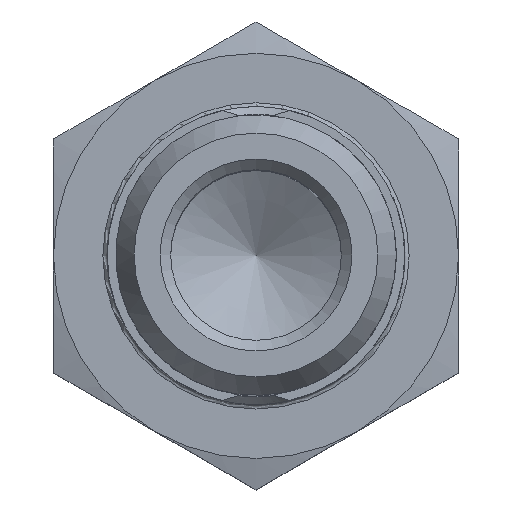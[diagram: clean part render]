
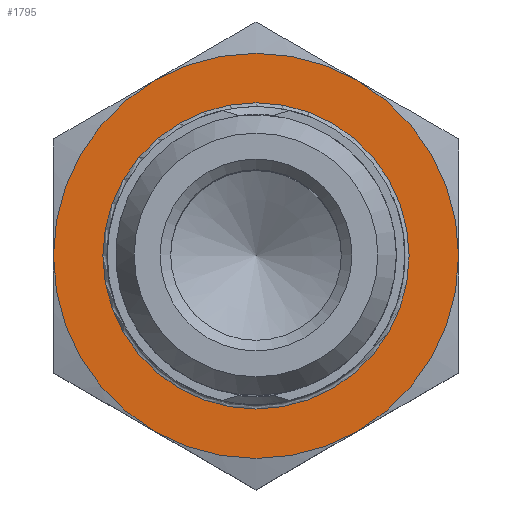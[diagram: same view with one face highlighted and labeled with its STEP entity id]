
A CAD part, top view. The second image highlights one B-rep face of the part: STEP entity #1795.
In plain terms, the highlighted face is planar.
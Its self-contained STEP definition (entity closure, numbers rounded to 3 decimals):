
#1145=CARTESIAN_POINT('',(4.75,8.227,0.));
#1146=VERTEX_POINT('',#1145);
#1160=CARTESIAN_POINT('',(-4.75,8.227,0.));
#1161=VERTEX_POINT('',#1160);
#1175=CARTESIAN_POINT('',(0.0,0.0,0.0));
#1176=DIRECTION('',(0.0,0.0,1.0));
#1177=DIRECTION('',(0.0,-1.0,0.0));
#1178=AXIS2_PLACEMENT_3D('',#1175,#1176,#1177);
#1179=CIRCLE('',#1178,9.5);
#1180=EDGE_CURVE('',#1146,#1161,#1179,.T.);
#1192=CARTESIAN_POINT('',(9.5,0.,0.));
#1193=VERTEX_POINT('',#1192);
#1220=CARTESIAN_POINT('',(0.0,0.0,0.0));
#1221=DIRECTION('',(0.0,0.0,1.0));
#1222=DIRECTION('',(0.0,-1.0,0.0));
#1223=AXIS2_PLACEMENT_3D('',#1220,#1221,#1222);
#1224=CIRCLE('',#1223,9.5);
#1225=EDGE_CURVE('',#1193,#1146,#1224,.T.);
#1237=CARTESIAN_POINT('',(4.75,-8.227,0.));
#1238=VERTEX_POINT('',#1237);
#1265=CARTESIAN_POINT('',(0.0,0.0,0.0));
#1266=DIRECTION('',(0.0,0.0,1.0));
#1267=DIRECTION('',(0.0,-1.0,0.0));
#1268=AXIS2_PLACEMENT_3D('',#1265,#1266,#1267);
#1269=CIRCLE('',#1268,9.5);
#1270=EDGE_CURVE('',#1238,#1193,#1269,.T.);
#1295=CARTESIAN_POINT('',(-4.75,-8.227,0.));
#1296=VERTEX_POINT('',#1295);
#1297=CARTESIAN_POINT('',(0.0,0.0,0.0));
#1298=DIRECTION('',(0.0,0.0,1.0));
#1299=DIRECTION('',(0.0,-1.0,0.0));
#1300=AXIS2_PLACEMENT_3D('',#1297,#1298,#1299);
#1301=CIRCLE('',#1300,9.5);
#1302=EDGE_CURVE('',#1296,#1238,#1301,.T.);
#1340=CARTESIAN_POINT('',(-9.5,0.,0.));
#1341=VERTEX_POINT('',#1340);
#1342=CARTESIAN_POINT('',(0.0,0.0,0.0));
#1343=DIRECTION('',(0.0,0.0,1.0));
#1344=DIRECTION('',(0.0,-1.0,0.0));
#1345=AXIS2_PLACEMENT_3D('',#1342,#1343,#1344);
#1346=CIRCLE('',#1345,9.5);
#1347=EDGE_CURVE('',#1341,#1296,#1346,.T.);
#1385=CARTESIAN_POINT('',(0.0,0.0,0.0));
#1386=DIRECTION('',(0.0,0.0,1.0));
#1387=DIRECTION('',(0.0,-1.0,0.0));
#1388=AXIS2_PLACEMENT_3D('',#1385,#1386,#1387);
#1389=CIRCLE('',#1388,9.5);
#1390=EDGE_CURVE('',#1161,#1341,#1389,.T.);
#1767=CARTESIAN_POINT('',(7.18,0.,0.0));
#1768=VERTEX_POINT('',#1767);
#1769=CARTESIAN_POINT('',(0.0,0.0,0.0));
#1770=DIRECTION('',(0.0,0.0,1.0));
#1771=DIRECTION('',(-1.0,0.0,0.0));
#1772=AXIS2_PLACEMENT_3D('',#1769,#1770,#1771);
#1773=CIRCLE('',#1772,7.18);
#1774=EDGE_CURVE('',#1768,#1768,#1773,.T.);
#1779=CARTESIAN_POINT('',(0.,0.,0.0));
#1780=DIRECTION('',(0.0,0.0,1.0));
#1781=DIRECTION('',(1.0,0.0,0.0));
#1782=AXIS2_PLACEMENT_3D('',#1779,#1780,#1781);
#1783=PLANE('',#1782);
#1784=ORIENTED_EDGE('',*,*,#1390,.T.);
#1785=ORIENTED_EDGE('',*,*,#1347,.T.);
#1786=ORIENTED_EDGE('',*,*,#1302,.T.);
#1787=ORIENTED_EDGE('',*,*,#1270,.T.);
#1788=ORIENTED_EDGE('',*,*,#1225,.T.);
#1789=ORIENTED_EDGE('',*,*,#1180,.T.);
#1790=EDGE_LOOP('',(#1784,#1785,#1786,#1787,#1788,#1789));
#1791=FACE_OUTER_BOUND('',#1790,.T.);
#1792=ORIENTED_EDGE('',*,*,#1774,.F.);
#1793=EDGE_LOOP('',(#1792));
#1794=FACE_BOUND('',#1793,.T.);
#1795=ADVANCED_FACE('',(#1791,#1794),#1783,.T.);
